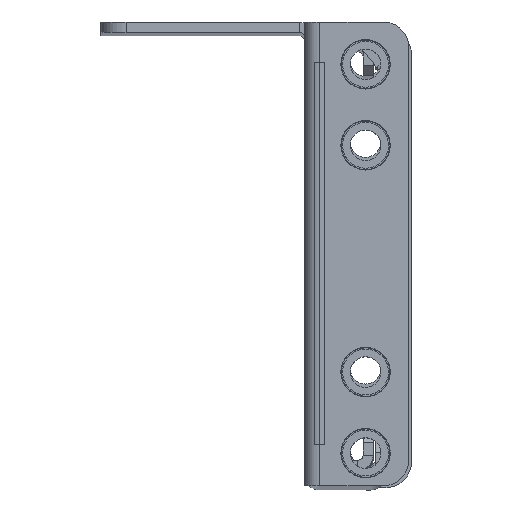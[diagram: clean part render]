
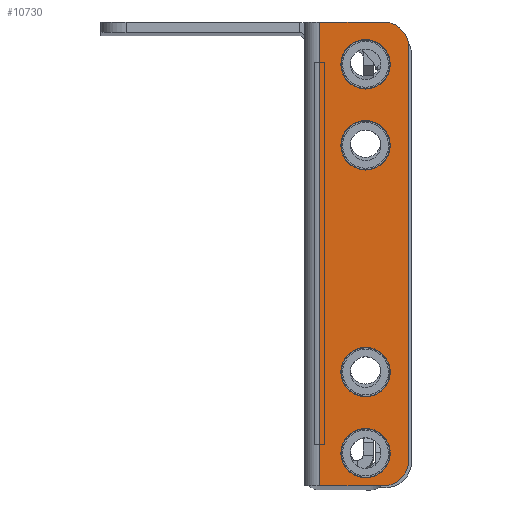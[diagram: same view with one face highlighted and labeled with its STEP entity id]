
A CAD part, top view. The second image highlights one B-rep face of the part: STEP entity #10730.
In plain terms, the highlighted planar face has unit normal (0, 0, 1).
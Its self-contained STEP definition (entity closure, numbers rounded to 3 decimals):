
#295 = LINE ( 'NONE', #13720, #1290 ) ;
#370 = AXIS2_PLACEMENT_3D ( 'NONE', #14288, #10918, #6486 ) ;
#410 = DIRECTION ( 'NONE',  ( 0., 0., 1. ) ) ;
#470 = ORIENTED_EDGE ( 'NONE', *, *, #8648, .T. ) ;
#497 = EDGE_CURVE ( 'NONE', #10962, #5363, #6064, .T. ) ;
#572 = DIRECTION ( 'NONE',  ( 0., 0., 1. ) ) ;
#751 = VERTEX_POINT ( 'NONE', #926 ) ;
#762 = EDGE_CURVE ( 'NONE', #751, #8499, #9332, .T. ) ;
#819 = DIRECTION ( 'NONE',  ( 0., 0., 1. ) ) ;
#821 = DIRECTION ( 'NONE',  ( 0., 0., 1. ) ) ;
#852 = EDGE_LOOP ( 'NONE', ( #7793, #13746 ) ) ;
#926 = CARTESIAN_POINT ( 'NONE',  ( 6.6, -39.1, 0. ) ) ;
#1216 = CARTESIAN_POINT ( 'NONE',  ( 10.25, 40.5, 0. ) ) ;
#1223 = DIRECTION ( 'NONE',  ( 0., 0., 1. ) ) ;
#1290 = VECTOR ( 'NONE', #3832, 1000. ) ;
#1415 = CIRCLE ( 'NONE', #2792, 4.85 ) ;
#1608 = CARTESIAN_POINT ( 'NONE',  ( -3.1, -39.1, 0. ) ) ;
#1618 = ORIENTED_EDGE ( 'NONE', *, *, #1660, .T. ) ;
#1660 = EDGE_CURVE ( 'NONE', #14045, #2474, #295, .T. ) ;
#1744 = EDGE_CURVE ( 'NONE', #14122, #5353, #4518, .T. ) ;
#1796 = CARTESIAN_POINT ( 'NONE',  ( 1.75, 37.2, 0. ) ) ;
#1845 = EDGE_CURVE ( 'NONE', #7127, #7093, #13743, .T. ) ;
#1876 = DIRECTION ( 'NONE',  ( 1., 0., 0. ) ) ;
#1879 = CARTESIAN_POINT ( 'NONE',  ( 1.75, 21.3, 0. ) ) ;
#1932 = EDGE_CURVE ( 'NONE', #8452, #10520, #4331, .T. ) ;
#1983 = CARTESIAN_POINT ( 'NONE',  ( 6.6, 37.2, 0. ) ) ;
#2029 = CIRCLE ( 'NONE', #8236, 5. ) ;
#2206 = CARTESIAN_POINT ( 'NONE',  ( 6.6, 21.3, 0. ) ) ;
#2474 = VERTEX_POINT ( 'NONE', #7297 ) ;
#2570 = ORIENTED_EDGE ( 'NONE', *, *, #6390, .T. ) ;
#2680 = EDGE_LOOP ( 'NONE', ( #9357, #4142 ) ) ;
#2792 = AXIS2_PLACEMENT_3D ( 'NONE', #13071, #4336, #10924 ) ;
#2808 = ORIENTED_EDGE ( 'NONE', *, *, #5051, .F. ) ;
#2809 = EDGE_LOOP ( 'NONE', ( #1618, #470, #8641, #2570, #5734, #6372 ) ) ;
#2897 = PLANE ( 'NONE',  #13865 ) ;
#2922 = EDGE_CURVE ( 'NONE', #5363, #10962, #7543, .T. ) ;
#2980 = VECTOR ( 'NONE', #11856, 1000. ) ;
#3753 = DIRECTION ( 'NONE',  ( 0., 0., 1. ) ) ;
#3832 = DIRECTION ( 'NONE',  ( -1., 0., 0. ) ) ;
#3835 = VECTOR ( 'NONE', #6622, 1000. ) ;
#3929 = DIRECTION ( 'NONE',  ( 0., -1., 0. ) ) ;
#4076 = CARTESIAN_POINT ( 'NONE',  ( 5.25, 45.5, 0. ) ) ;
#4105 = CARTESIAN_POINT ( 'NONE',  ( 5.25, 40.5, 0. ) ) ;
#4142 = ORIENTED_EDGE ( 'NONE', *, *, #11440, .F. ) ;
#4208 = CARTESIAN_POINT ( 'NONE',  ( -3.1, 21.3, 0. ) ) ;
#4331 = LINE ( 'NONE', #12127, #3835 ) ;
#4336 = DIRECTION ( 'NONE',  ( 0., 0., 1. ) ) ;
#4483 = CARTESIAN_POINT ( 'NONE',  ( 1.75, -23.2, 0. ) ) ;
#4518 = CIRCLE ( 'NONE', #9136, 4.85 ) ;
#5036 = CARTESIAN_POINT ( 'NONE',  ( 1.75, -39.1, 0. ) ) ;
#5044 = CARTESIAN_POINT ( 'NONE',  ( 5.25, -40.5, 0. ) ) ;
#5051 = EDGE_CURVE ( 'NONE', #7093, #7127, #12772, .T. ) ;
#5113 = DIRECTION ( 'NONE',  ( 0., 0., 1. ) ) ;
#5293 = CIRCLE ( 'NONE', #8989, 4.85 ) ;
#5353 = VERTEX_POINT ( 'NONE', #6600 ) ;
#5363 = VERTEX_POINT ( 'NONE', #2206 ) ;
#5555 = LINE ( 'NONE', #9899, #2980 ) ;
#5601 = CARTESIAN_POINT ( 'NONE',  ( -3.1, -23.2, 0. ) ) ;
#5682 = EDGE_LOOP ( 'NONE', ( #8132, #8410 ) ) ;
#5734 = ORIENTED_EDGE ( 'NONE', *, *, #11349, .T. ) ;
#5942 = ORIENTED_EDGE ( 'NONE', *, *, #1845, .F. ) ;
#6064 = CIRCLE ( 'NONE', #13929, 4.85 ) ;
#6138 = FACE_BOUND ( 'NONE', #7360, .T. ) ;
#6372 = ORIENTED_EDGE ( 'NONE', *, *, #6557, .T. ) ;
#6390 = EDGE_CURVE ( 'NONE', #10520, #9867, #2029, .T. ) ;
#6479 = DIRECTION ( 'NONE',  ( 0., 0., 1. ) ) ;
#6486 = DIRECTION ( 'NONE',  ( 1., 0., 0. ) ) ;
#6511 = DIRECTION ( 'NONE',  ( 1., 0., 0. ) ) ;
#6557 = EDGE_CURVE ( 'NONE', #12601, #14045, #13326, .T. ) ;
#6600 = CARTESIAN_POINT ( 'NONE',  ( -3.1, 37.2, 0. ) ) ;
#6622 = DIRECTION ( 'NONE',  ( 1., 0., 0. ) ) ;
#7093 = VERTEX_POINT ( 'NONE', #5601 ) ;
#7127 = VERTEX_POINT ( 'NONE', #10895 ) ;
#7147 = DIRECTION ( 'NONE',  ( 1., 0., 0. ) ) ;
#7200 = DIRECTION ( 'NONE',  ( 1., 0., 0. ) ) ;
#7297 = CARTESIAN_POINT ( 'NONE',  ( -7.25, 45.5, 0. ) ) ;
#7360 = EDGE_LOOP ( 'NONE', ( #5942, #2808 ) ) ;
#7459 = AXIS2_PLACEMENT_3D ( 'NONE', #4483, #1223, #7719 ) ;
#7543 = CIRCLE ( 'NONE', #11717, 4.85 ) ;
#7719 = DIRECTION ( 'NONE',  ( 1., 0., 0. ) ) ;
#7781 = CARTESIAN_POINT ( 'NONE',  ( 1.75, -39.1, 0. ) ) ;
#7793 = ORIENTED_EDGE ( 'NONE', *, *, #1744, .F. ) ;
#8132 = ORIENTED_EDGE ( 'NONE', *, *, #2922, .F. ) ;
#8164 = AXIS2_PLACEMENT_3D ( 'NONE', #5036, #5113, #9598 ) ;
#8236 = AXIS2_PLACEMENT_3D ( 'NONE', #5044, #3753, #7200 ) ;
#8410 = ORIENTED_EDGE ( 'NONE', *, *, #497, .F. ) ;
#8445 = DIRECTION ( 'NONE',  ( 1., 0., 0. ) ) ;
#8452 = VERTEX_POINT ( 'NONE', #13469 ) ;
#8460 = FACE_OUTER_BOUND ( 'NONE', #2809, .T. ) ;
#8499 = VERTEX_POINT ( 'NONE', #1608 ) ;
#8538 = FACE_BOUND ( 'NONE', #5682, .T. ) ;
#8555 = LINE ( 'NONE', #10664, #13803 ) ;
#8641 = ORIENTED_EDGE ( 'NONE', *, *, #1932, .T. ) ;
#8648 = EDGE_CURVE ( 'NONE', #2474, #8452, #8555, .T. ) ;
#8989 = AXIS2_PLACEMENT_3D ( 'NONE', #7781, #410, #12192 ) ;
#9136 = AXIS2_PLACEMENT_3D ( 'NONE', #1796, #572, #1876 ) ;
#9332 = CIRCLE ( 'NONE', #8164, 4.85 ) ;
#9357 = ORIENTED_EDGE ( 'NONE', *, *, #762, .F. ) ;
#9406 = AXIS2_PLACEMENT_3D ( 'NONE', #4105, #6479, #12773 ) ;
#9598 = DIRECTION ( 'NONE',  ( 1., 0., 0. ) ) ;
#9684 = DIRECTION ( 'NONE',  ( 0., 0., 1. ) ) ;
#9867 = VERTEX_POINT ( 'NONE', #10545 ) ;
#9899 = CARTESIAN_POINT ( 'NONE',  ( 10.25, -45.5, 0. ) ) ;
#10520 = VERTEX_POINT ( 'NONE', #13306 ) ;
#10545 = CARTESIAN_POINT ( 'NONE',  ( 10.25, -40.5, 0. ) ) ;
#10646 = FACE_BOUND ( 'NONE', #852, .T. ) ;
#10664 = CARTESIAN_POINT ( 'NONE',  ( -7.25, 45.5, 0. ) ) ;
#10730 = ADVANCED_FACE ( 'NONE', ( #8538, #10646, #12942, #6138, #8460 ), #2897, .T. ) ;
#10793 = CARTESIAN_POINT ( 'NONE',  ( 0., 0., 0. ) ) ;
#10895 = CARTESIAN_POINT ( 'NONE',  ( 6.6, -23.2, 0. ) ) ;
#10918 = DIRECTION ( 'NONE',  ( 0., 0., 1. ) ) ;
#10924 = DIRECTION ( 'NONE',  ( 1., 0., 0. ) ) ;
#10962 = VERTEX_POINT ( 'NONE', #4208 ) ;
#11349 = EDGE_CURVE ( 'NONE', #9867, #12601, #5555, .T. ) ;
#11440 = EDGE_CURVE ( 'NONE', #8499, #751, #5293, .T. ) ;
#11717 = AXIS2_PLACEMENT_3D ( 'NONE', #1879, #9684, #8445 ) ;
#11856 = DIRECTION ( 'NONE',  ( 0., 1., 0. ) ) ;
#12127 = CARTESIAN_POINT ( 'NONE',  ( 10.25, -45.5, 0. ) ) ;
#12192 = DIRECTION ( 'NONE',  ( 1., 0., 0. ) ) ;
#12517 = EDGE_CURVE ( 'NONE', #5353, #14122, #1415, .T. ) ;
#12601 = VERTEX_POINT ( 'NONE', #1216 ) ;
#12772 = CIRCLE ( 'NONE', #7459, 4.85 ) ;
#12773 = DIRECTION ( 'NONE',  ( 1., 0., 0. ) ) ;
#12942 = FACE_BOUND ( 'NONE', #2680, .T. ) ;
#12946 = CARTESIAN_POINT ( 'NONE',  ( 1.75, 21.3, 0. ) ) ;
#13071 = CARTESIAN_POINT ( 'NONE',  ( 1.75, 37.2, 0. ) ) ;
#13306 = CARTESIAN_POINT ( 'NONE',  ( 5.25, -45.5, 0. ) ) ;
#13326 = CIRCLE ( 'NONE', #9406, 5. ) ;
#13469 = CARTESIAN_POINT ( 'NONE',  ( -7.25, -45.5, 0. ) ) ;
#13720 = CARTESIAN_POINT ( 'NONE',  ( 10.25, 45.5, 0. ) ) ;
#13743 = CIRCLE ( 'NONE', #370, 4.85 ) ;
#13746 = ORIENTED_EDGE ( 'NONE', *, *, #12517, .F. ) ;
#13803 = VECTOR ( 'NONE', #3929, 1000. ) ;
#13865 = AXIS2_PLACEMENT_3D ( 'NONE', #10793, #819, #7147 ) ;
#13929 = AXIS2_PLACEMENT_3D ( 'NONE', #12946, #821, #6511 ) ;
#14045 = VERTEX_POINT ( 'NONE', #4076 ) ;
#14122 = VERTEX_POINT ( 'NONE', #1983 ) ;
#14288 = CARTESIAN_POINT ( 'NONE',  ( 1.75, -23.2, 0. ) ) ;
